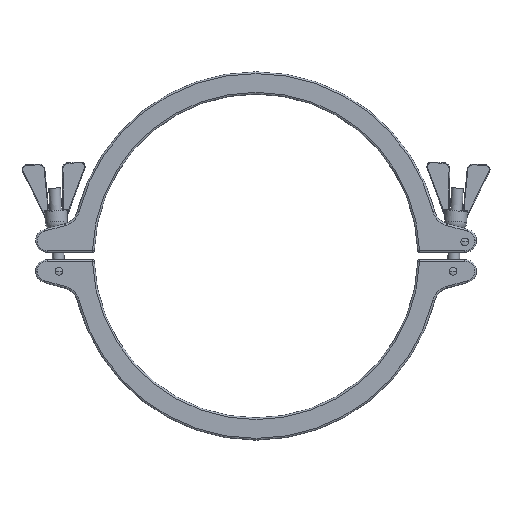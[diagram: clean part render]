
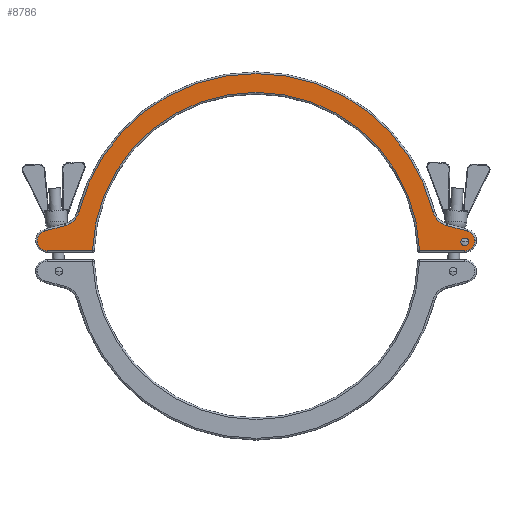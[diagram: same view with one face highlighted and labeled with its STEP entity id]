
A CAD part, top view. The second image highlights one B-rep face of the part: STEP entity #8786.
In plain terms, the highlighted planar face has unit normal (0, 0, 1).
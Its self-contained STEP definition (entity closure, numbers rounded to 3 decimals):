
#42 = ORIENTED_EDGE ( 'NONE', *, *, #5667, .F. ) ;
#140 = DIRECTION ( 'NONE',  ( 1., 0., 0. ) ) ;
#258 = DIRECTION ( 'NONE',  ( 1., 0., 0. ) ) ;
#297 = ORIENTED_EDGE ( 'NONE', *, *, #7348, .T. ) ;
#395 = DIRECTION ( 'NONE',  ( 0., 0., -1. ) ) ;
#414 = VERTEX_POINT ( 'NONE', #7162 ) ;
#525 = DIRECTION ( 'NONE',  ( 0., 0., 1. ) ) ;
#694 = DIRECTION ( 'NONE',  ( 1., 0., 0. ) ) ;
#953 = VERTEX_POINT ( 'NONE', #10435 ) ;
#1274 = EDGE_CURVE ( 'NONE', #13120, #4867, #15319, .T. ) ;
#1595 = EDGE_CURVE ( 'NONE', #4867, #16392, #3387, .T. ) ;
#1857 = CARTESIAN_POINT ( 'NONE',  ( 178., 13., 12. ) ) ;
#1933 = AXIS2_PLACEMENT_3D ( 'NONE', #12451, #7753, #18237 ) ;
#2210 = DIRECTION ( 'NONE',  ( 1., 0., 0. ) ) ;
#2280 = CARTESIAN_POINT ( 'NONE',  ( 162.554, 25.939, 12. ) ) ;
#2358 = CARTESIAN_POINT ( 'NONE',  ( -139.427, 4.5, 12. ) ) ;
#2385 = CARTESIAN_POINT ( 'NONE',  ( -137.967, 4.5, 12. ) ) ;
#2433 = VERTEX_POINT ( 'NONE', #17882 ) ;
#2710 = EDGE_LOOP ( 'NONE', ( #5700, #42 ) ) ;
#3045 = DIRECTION ( 'NONE',  ( 1., 0., 0. ) ) ;
#3053 = AXIS2_PLACEMENT_3D ( 'NONE', #12661, #5234, #15631 ) ;
#3250 = ORIENTED_EDGE ( 'NONE', *, *, #1274, .T. ) ;
#3387 = CIRCLE ( 'NONE', #12181, 16.5 ) ;
#3873 = CARTESIAN_POINT ( 'NONE',  ( 186.5, 13., 12. ) ) ;
#4332 = CARTESIAN_POINT ( 'NONE',  ( 178., 4.5, 12. ) ) ;
#4520 = CIRCLE ( 'NONE', #10610, 8.5 ) ;
#4552 = CARTESIAN_POINT ( 'NONE',  ( -178., 13., 12. ) ) ;
#4625 = EDGE_CURVE ( 'NONE', #7992, #2433, #8615, .T. ) ;
#4666 = CARTESIAN_POINT ( 'NONE',  ( 0., 0., 12. ) ) ;
#4760 = ORIENTED_EDGE ( 'NONE', *, *, #7634, .T. ) ;
#4821 = VERTEX_POINT ( 'NONE', #10641 ) ;
#4867 = VERTEX_POINT ( 'NONE', #14085 ) ;
#4884 = VERTEX_POINT ( 'NONE', #3873 ) ;
#5140 = PLANE ( 'NONE',  #3053 ) ;
#5234 = DIRECTION ( 'NONE',  ( 0., 0., 1. ) ) ;
#5243 = AXIS2_PLACEMENT_3D ( 'NONE', #8495, #10102, #11515 ) ;
#5252 = EDGE_CURVE ( 'NONE', #13565, #414, #18616, .T. ) ;
#5330 = FACE_BOUND ( 'NONE', #2710, .T. ) ;
#5667 = EDGE_CURVE ( 'NONE', #14760, #9379, #13480, .T. ) ;
#5700 = ORIENTED_EDGE ( 'NONE', *, *, #13424, .F. ) ;
#5953 = CARTESIAN_POINT ( 'NONE',  ( 178., 13., 12. ) ) ;
#6174 = DIRECTION ( 'NONE',  ( 1., 0., 0. ) ) ;
#6226 = EDGE_CURVE ( 'NONE', #4884, #13120, #18591, .T. ) ;
#6343 = CIRCLE ( 'NONE', #15780, 8.5 ) ;
#6346 = DIRECTION ( 'NONE',  ( 0., 0., 1. ) ) ;
#7162 = CARTESIAN_POINT ( 'NONE',  ( 139.427, 4.5, 12. ) ) ;
#7348 = EDGE_CURVE ( 'NONE', #18602, #4821, #6343, .T. ) ;
#7634 = EDGE_CURVE ( 'NONE', #414, #953, #17169, .T. ) ;
#7753 = DIRECTION ( 'NONE',  ( 0., 0., -1. ) ) ;
#7842 = ORIENTED_EDGE ( 'NONE', *, *, #10398, .T. ) ;
#7886 = DIRECTION ( 'NONE',  ( 1., 0., 0. ) ) ;
#7913 = LINE ( 'NONE', #2385, #18347 ) ;
#7992 = VERTEX_POINT ( 'NONE', #12779 ) ;
#8006 = ORIENTED_EDGE ( 'NONE', *, *, #5252, .T. ) ;
#8495 = CARTESIAN_POINT ( 'NONE',  ( 178., 12., 12. ) ) ;
#8615 = CIRCLE ( 'NONE', #15886, 16.5 ) ;
#8647 = EDGE_CURVE ( 'NONE', #2433, #18602, #14783, .T. ) ;
#8786 = ADVANCED_FACE ( 'NONE', ( #13829, #5330 ), #5140, .T. ) ;
#8994 = DIRECTION ( 'NONE',  ( -0.966, -0.259, 0. ) ) ;
#9056 = ORIENTED_EDGE ( 'NONE', *, *, #13650, .T. ) ;
#9379 = VERTEX_POINT ( 'NONE', #14300 ) ;
#9527 = CARTESIAN_POINT ( 'NONE',  ( 181.3, 12., 12. ) ) ;
#9703 = DIRECTION ( 'NONE',  ( -0.966, 0.259, 0. ) ) ;
#9721 = VECTOR ( 'NONE', #10049, 1000. ) ;
#9861 = ORIENTED_EDGE ( 'NONE', *, *, #14043, .T. ) ;
#10049 = DIRECTION ( 'NONE',  ( 1., 0., 0. ) ) ;
#10102 = DIRECTION ( 'NONE',  ( 0., 0., 1. ) ) ;
#10261 = ORIENTED_EDGE ( 'NONE', *, *, #6226, .T. ) ;
#10379 = DIRECTION ( 'NONE',  ( 0., 0., 1. ) ) ;
#10398 = EDGE_CURVE ( 'NONE', #16392, #7992, #17067, .T. ) ;
#10421 = CARTESIAN_POINT ( 'NONE',  ( -180.2, 21.21, 12. ) ) ;
#10429 = AXIS2_PLACEMENT_3D ( 'NONE', #5953, #13620, #2210 ) ;
#10435 = CARTESIAN_POINT ( 'NONE',  ( 178., 4.5, 12. ) ) ;
#10610 = AXIS2_PLACEMENT_3D ( 'NONE', #1857, #525, #258 ) ;
#10626 = DIRECTION ( 'NONE',  ( 1., 0., 0. ) ) ;
#10641 = CARTESIAN_POINT ( 'NONE',  ( -178., 4.5, 12. ) ) ;
#11504 = AXIS2_PLACEMENT_3D ( 'NONE', #15198, #6346, #7886 ) ;
#11515 = DIRECTION ( 'NONE',  ( 1., 0., 0. ) ) ;
#11569 = ORIENTED_EDGE ( 'NONE', *, *, #1595, .T. ) ;
#11604 = VECTOR ( 'NONE', #9703, 1000. ) ;
#12181 = AXIS2_PLACEMENT_3D ( 'NONE', #18020, #12324, #10626 ) ;
#12324 = DIRECTION ( 'NONE',  ( 0., 0., -1. ) ) ;
#12351 = CARTESIAN_POINT ( 'NONE',  ( 180.2, 21.21, 12. ) ) ;
#12451 = CARTESIAN_POINT ( 'NONE',  ( 0., 0., 12. ) ) ;
#12661 = CARTESIAN_POINT ( 'NONE',  ( 0., 0., 12. ) ) ;
#12779 = CARTESIAN_POINT ( 'NONE',  ( -150.821, 37.859, 12. ) ) ;
#13120 = VERTEX_POINT ( 'NONE', #12351 ) ;
#13235 = CARTESIAN_POINT ( 'NONE',  ( -166.824, 41.876, 12. ) ) ;
#13424 = EDGE_CURVE ( 'NONE', #9379, #14760, #18475, .T. ) ;
#13480 = CIRCLE ( 'NONE', #5243, 3.3 ) ;
#13565 = VERTEX_POINT ( 'NONE', #2358 ) ;
#13620 = DIRECTION ( 'NONE',  ( 0., 0., 1. ) ) ;
#13650 = EDGE_CURVE ( 'NONE', #953, #4884, #4520, .T. ) ;
#13829 = FACE_OUTER_BOUND ( 'NONE', #14485, .T. ) ;
#14043 = EDGE_CURVE ( 'NONE', #4821, #13565, #7913, .T. ) ;
#14085 = CARTESIAN_POINT ( 'NONE',  ( 162.554, 25.939, 12. ) ) ;
#14300 = CARTESIAN_POINT ( 'NONE',  ( 174.7, 12., 12. ) ) ;
#14313 = ORIENTED_EDGE ( 'NONE', *, *, #8647, .T. ) ;
#14348 = AXIS2_PLACEMENT_3D ( 'NONE', #4666, #16267, #140 ) ;
#14457 = ORIENTED_EDGE ( 'NONE', *, *, #4625, .T. ) ;
#14485 = EDGE_LOOP ( 'NONE', ( #9861, #8006, #4760, #9056, #10261, #3250, #11569, #7842, #14457, #14313, #297 ) ) ;
#14760 = VERTEX_POINT ( 'NONE', #9527 ) ;
#14783 = LINE ( 'NONE', #10421, #15189 ) ;
#15189 = VECTOR ( 'NONE', #8994, 1000. ) ;
#15198 = CARTESIAN_POINT ( 'NONE',  ( 178., 12., 12. ) ) ;
#15319 = LINE ( 'NONE', #2280, #11604 ) ;
#15631 = DIRECTION ( 'NONE',  ( 1., 0., 0. ) ) ;
#15780 = AXIS2_PLACEMENT_3D ( 'NONE', #4552, #10379, #3045 ) ;
#15886 = AXIS2_PLACEMENT_3D ( 'NONE', #13235, #395, #6174 ) ;
#16267 = DIRECTION ( 'NONE',  ( 0., 0., 1. ) ) ;
#16392 = VERTEX_POINT ( 'NONE', #18161 ) ;
#17067 = CIRCLE ( 'NONE', #14348, 155.5 ) ;
#17169 = LINE ( 'NONE', #4332, #9721 ) ;
#17523 = CARTESIAN_POINT ( 'NONE',  ( -180.2, 21.21, 12. ) ) ;
#17882 = CARTESIAN_POINT ( 'NONE',  ( -162.554, 25.939, 12. ) ) ;
#18020 = CARTESIAN_POINT ( 'NONE',  ( 166.824, 41.876, 12. ) ) ;
#18161 = CARTESIAN_POINT ( 'NONE',  ( 150.821, 37.859, 12. ) ) ;
#18237 = DIRECTION ( 'NONE',  ( 1., 0., 0. ) ) ;
#18347 = VECTOR ( 'NONE', #694, 1000. ) ;
#18475 = CIRCLE ( 'NONE', #11504, 3.3 ) ;
#18591 = CIRCLE ( 'NONE', #10429, 8.5 ) ;
#18602 = VERTEX_POINT ( 'NONE', #17523 ) ;
#18616 = CIRCLE ( 'NONE', #1933, 139.5 ) ;
